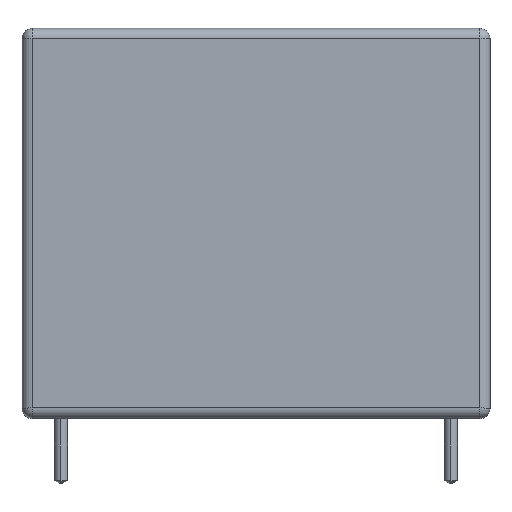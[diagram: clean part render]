
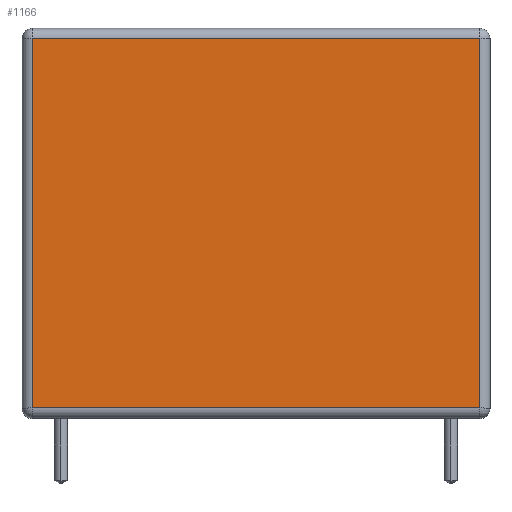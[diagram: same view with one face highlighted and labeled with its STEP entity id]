
A CAD part, top view. The second image highlights one B-rep face of the part: STEP entity #1166.
In plain terms, the highlighted planar face has unit normal (0, 0, 1).
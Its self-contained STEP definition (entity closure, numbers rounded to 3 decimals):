
#20 = LINE ( 'NONE', #292, #900 ) ;
#89 = AXIS2_PLACEMENT_3D ( 'NONE', #161, #961, #278 ) ;
#101 = VECTOR ( 'NONE', #614, 1000. ) ;
#154 = CARTESIAN_POINT ( 'NONE',  ( 15.735, 0.4, 4. ) ) ;
#161 = CARTESIAN_POINT ( 'NONE',  ( -1.865, 15., 4. ) ) ;
#231 = VERTEX_POINT ( 'NONE', #972 ) ;
#238 = EDGE_CURVE ( 'NONE', #719, #552, #20, .T. ) ;
#258 = DIRECTION ( 'NONE',  ( 1., 0., 0. ) ) ;
#278 = DIRECTION ( 'NONE',  ( -1., 0., 0. ) ) ;
#292 = CARTESIAN_POINT ( 'NONE',  ( 15.735, 15., 4. ) ) ;
#403 = ORIENTED_EDGE ( 'NONE', *, *, #1085, .T. ) ;
#417 = LINE ( 'NONE', #945, #101 ) ;
#552 = VERTEX_POINT ( 'NONE', #921 ) ;
#591 = VECTOR ( 'NONE', #968, 1000. ) ;
#614 = DIRECTION ( 'NONE',  ( -1., 0., 0. ) ) ;
#616 = ORIENTED_EDGE ( 'NONE', *, *, #1135, .T. ) ;
#687 = VECTOR ( 'NONE', #258, 1000. ) ;
#719 = VERTEX_POINT ( 'NONE', #154 ) ;
#725 = ORIENTED_EDGE ( 'NONE', *, *, #1232, .T. ) ;
#803 = EDGE_LOOP ( 'NONE', ( #616, #1357, #403, #725 ) ) ;
#854 = CARTESIAN_POINT ( 'NONE',  ( -1.465, 14.6, 4. ) ) ;
#860 = CARTESIAN_POINT ( 'NONE',  ( -1.465, 15., 4. ) ) ;
#900 = VECTOR ( 'NONE', #1427, 1000. ) ;
#921 = CARTESIAN_POINT ( 'NONE',  ( 15.735, 14.6, 4. ) ) ;
#925 = LINE ( 'NONE', #860, #591 ) ;
#945 = CARTESIAN_POINT ( 'NONE',  ( -1.865, 14.6, 4. ) ) ;
#961 = DIRECTION ( 'NONE',  ( 0., 0., -1. ) ) ;
#968 = DIRECTION ( 'NONE',  ( 0., -1., 0. ) ) ;
#972 = CARTESIAN_POINT ( 'NONE',  ( -1.465, 0.4, 4. ) ) ;
#1085 = EDGE_CURVE ( 'NONE', #552, #1320, #417, .T. ) ;
#1135 = EDGE_CURVE ( 'NONE', #231, #719, #1278, .T. ) ;
#1166 = ADVANCED_FACE ( 'NONE', ( #1441 ), #1174, .F. ) ;
#1174 = PLANE ( 'NONE',  #89 ) ;
#1232 = EDGE_CURVE ( 'NONE', #1320, #231, #925, .T. ) ;
#1278 = LINE ( 'NONE', #1397, #687 ) ;
#1320 = VERTEX_POINT ( 'NONE', #854 ) ;
#1357 = ORIENTED_EDGE ( 'NONE', *, *, #238, .T. ) ;
#1397 = CARTESIAN_POINT ( 'NONE',  ( -1.865, 0.4, 4. ) ) ;
#1427 = DIRECTION ( 'NONE',  ( 0., 1., 0. ) ) ;
#1441 = FACE_OUTER_BOUND ( 'NONE', #803, .T. ) ;
